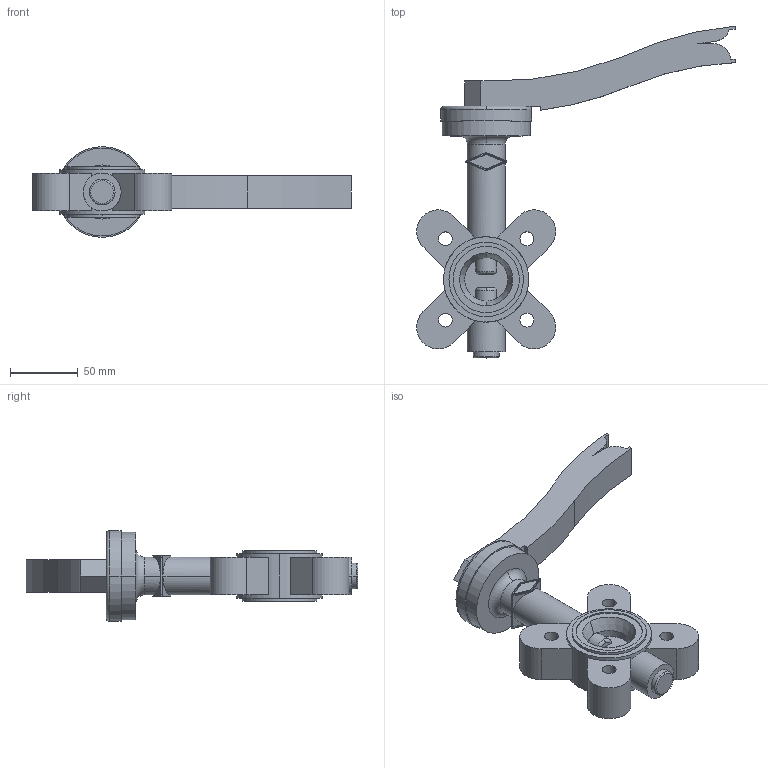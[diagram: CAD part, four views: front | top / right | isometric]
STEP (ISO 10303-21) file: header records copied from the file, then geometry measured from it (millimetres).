
FILE_DESCRIPTION( ( '' ), '1' );
FILE_NAME( 'c000006638.stp', '2017-03-14T07:56:39', ( '' ), ( '' ), ' ', ' ', ' ' );
FILE_SCHEMA( ( 'CONFIG_CONTROL_DESIGN' ) );
Length unit declared in the file: millimetre
Products named in the file (2): 1; 2
Bounding box: 235.29 x 245.2 x 67 mm (x, y, z)
Volume: 433658.2 mm3; surface area: 74727 mm2
Topology: 2 solids, 2 shells, 151 faces, 398 edges, 267 vertices
Faces by surface type: plane 75, cylinder 58, torus 14, cone 4
Entity records: 5311 total; most frequent: CARTESIAN_POINT 1350, DIRECTION 839, ORIENTED_EDGE 796, EDGE_CURVE 398, AXIS2_PLACEMENT_3D 320, VERTEX_POINT 267, LINE 199, VECTOR 199
